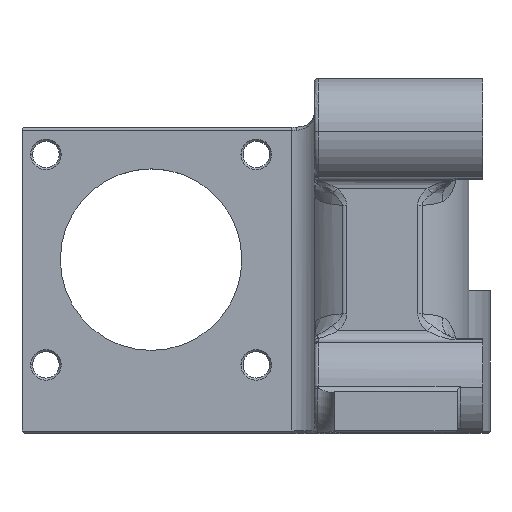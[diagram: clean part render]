
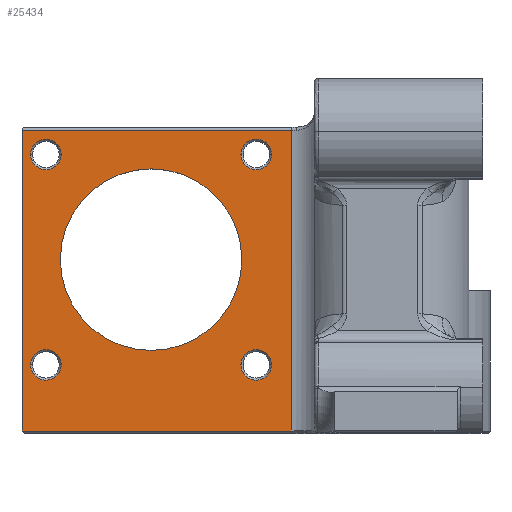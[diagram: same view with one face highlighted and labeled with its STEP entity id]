
A CAD part, top view. The second image highlights one B-rep face of the part: STEP entity #25434.
In plain terms, the highlighted planar face has unit normal (0, 0, 1).
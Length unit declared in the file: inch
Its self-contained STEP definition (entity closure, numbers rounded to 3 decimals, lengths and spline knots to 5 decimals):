
#80 = CIRCLE ( 'NONE', #20655, 0.075 ) ;
#452 = CIRCLE ( 'NONE', #15065, 0.075 ) ;
#494 = VERTEX_POINT ( 'NONE', #2453 ) ;
#1251 = DIRECTION ( 'NONE',  ( -1., 0., 0. ) ) ;
#1316 = EDGE_CURVE ( 'NONE', #5450, #10834, #6210, .T. ) ;
#1564 = ORIENTED_EDGE ( 'NONE', *, *, #17903, .T. ) ;
#1577 = AXIS2_PLACEMENT_3D ( 'NONE', #6239, #1922, #10808 ) ;
#1878 = LINE ( 'NONE', #25919, #14838 ) ;
#1922 = DIRECTION ( 'NONE',  ( 0., 0., -1. ) ) ;
#2194 = EDGE_CURVE ( 'NONE', #20820, #21322, #452, .T. ) ;
#2453 = CARTESIAN_POINT ( 'NONE',  ( -3.82695, 3.535, -1.26263 ) ) ;
#2883 = DIRECTION ( 'NONE',  ( 0., 0., -1. ) ) ;
#2901 = CARTESIAN_POINT ( 'NONE',  ( -5.0082, 3.535, -1.26263 ) ) ;
#3177 = ORIENTED_EDGE ( 'NONE', *, *, #9904, .T. ) ;
#3431 = AXIS2_PLACEMENT_3D ( 'NONE', #12559, #10130, #1251 ) ;
#3555 = ORIENTED_EDGE ( 'NONE', *, *, #2194, .T. ) ;
#4280 = AXIS2_PLACEMENT_3D ( 'NONE', #22488, #2883, #26353 ) ;
#4678 = DIRECTION ( 'NONE',  ( -1., 0., 0. ) ) ;
#4724 = CIRCLE ( 'NONE', #5176, 0.075 ) ;
#4844 = VERTEX_POINT ( 'NONE', #11351 ) ;
#5176 = AXIS2_PLACEMENT_3D ( 'NONE', #18615, #5331, #12327 ) ;
#5228 = CIRCLE ( 'NONE', #3431, 0.075 ) ;
#5306 = EDGE_CURVE ( 'NONE', #9165, #7366, #6872, .T. ) ;
#5331 = DIRECTION ( 'NONE',  ( 0., 0., -1. ) ) ;
#5450 = VERTEX_POINT ( 'NONE', #12439 ) ;
#5765 = VERTEX_POINT ( 'NONE', #13083 ) ;
#5802 = EDGE_CURVE ( 'NONE', #21322, #20820, #10087, .T. ) ;
#6210 = LINE ( 'NONE', #23095, #8217 ) ;
#6239 = CARTESIAN_POINT ( 'NONE',  ( -3.90195, 2.50375, -1.26263 ) ) ;
#6507 = VECTOR ( 'NONE', #10240, 39.37008 ) ;
#6697 = DIRECTION ( 'NONE',  ( 0., 0., -1. ) ) ;
#6750 = VERTEX_POINT ( 'NONE', #27710 ) ;
#6872 = CIRCLE ( 'NONE', #28310, 0.445 ) ;
#6910 = EDGE_CURVE ( 'NONE', #27456, #23747, #24720, .T. ) ;
#7119 = FACE_OUTER_BOUND ( 'NONE', #18483, .T. ) ;
#7366 = VERTEX_POINT ( 'NONE', #26070 ) ;
#7528 = CARTESIAN_POINT ( 'NONE',  ( -3.73088, 2.16937, -1.26263 ) ) ;
#7793 = LINE ( 'NONE', #20943, #16510 ) ;
#7841 = EDGE_CURVE ( 'NONE', #10834, #4844, #7793, .T. ) ;
#7913 = ORIENTED_EDGE ( 'NONE', *, *, #14081, .T. ) ;
#8049 = CARTESIAN_POINT ( 'NONE',  ( -4.8582, 2.50375, -1.26263 ) ) ;
#8050 = DIRECTION ( 'NONE',  ( 0., 0., -1. ) ) ;
#8217 = VECTOR ( 'NONE', #21227, 39.37008 ) ;
#8325 = EDGE_CURVE ( 'NONE', #494, #8577, #80, .T. ) ;
#8577 = VERTEX_POINT ( 'NONE', #15733 ) ;
#9073 = CARTESIAN_POINT ( 'NONE',  ( -4.9332, 2.50375, -1.26263 ) ) ;
#9165 = VERTEX_POINT ( 'NONE', #27448 ) ;
#9211 = DIRECTION ( 'NONE',  ( -1., 0., 0. ) ) ;
#9842 = EDGE_CURVE ( 'NONE', #7366, #9165, #17458, .T. ) ;
#9904 = EDGE_CURVE ( 'NONE', #4844, #18756, #25406, .T. ) ;
#10087 = CIRCLE ( 'NONE', #21045, 0.075 ) ;
#10130 = DIRECTION ( 'NONE',  ( 0., 0., -1. ) ) ;
#10240 = DIRECTION ( 'NONE',  ( 0., 1., 0. ) ) ;
#10554 = ORIENTED_EDGE ( 'NONE', *, *, #7841, .T. ) ;
#10577 = AXIS2_PLACEMENT_3D ( 'NONE', #15403, #21844, #4678 ) ;
#10808 = DIRECTION ( 'NONE',  ( -1., 0., 0. ) ) ;
#10834 = VERTEX_POINT ( 'NONE', #27771 ) ;
#11143 = ORIENTED_EDGE ( 'NONE', *, *, #6910, .T. ) ;
#11351 = CARTESIAN_POINT ( 'NONE',  ( -3.73088, 2.17937, -1.26263 ) ) ;
#11629 = EDGE_LOOP ( 'NONE', ( #3555, #19633 ) ) ;
#12327 = DIRECTION ( 'NONE',  ( -1., 0., 0. ) ) ;
#12439 = CARTESIAN_POINT ( 'NONE',  ( -5.0504, 3.65437, -1.26263 ) ) ;
#12559 = CARTESIAN_POINT ( 'NONE',  ( -4.9332, 3.535, -1.26263 ) ) ;
#13083 = CARTESIAN_POINT ( 'NONE',  ( -3.97695, 2.50375, -1.26263 ) ) ;
#13266 = DIRECTION ( 'NONE',  ( -1., 0., 0. ) ) ;
#13655 = DIRECTION ( 'NONE',  ( 0., 0., 1. ) ) ;
#13670 = FACE_BOUND ( 'NONE', #11629, .T. ) ;
#13815 = DIRECTION ( 'NONE',  ( 0., 0., -1. ) ) ;
#14081 = EDGE_CURVE ( 'NONE', #23747, #27456, #5228, .T. ) ;
#14492 = EDGE_LOOP ( 'NONE', ( #19087, #21552 ) ) ;
#14810 = EDGE_CURVE ( 'NONE', #6750, #5765, #18945, .T. ) ;
#14838 = VECTOR ( 'NONE', #24444, 39.37008 ) ;
#14937 = ORIENTED_EDGE ( 'NONE', *, *, #20860, .T. ) ;
#15034 = CARTESIAN_POINT ( 'NONE',  ( -3.90195, 3.535, -1.26263 ) ) ;
#15065 = AXIS2_PLACEMENT_3D ( 'NONE', #19560, #6697, #13266 ) ;
#15403 = CARTESIAN_POINT ( 'NONE',  ( -4.9332, 3.535, -1.26263 ) ) ;
#15689 = CARTESIAN_POINT ( 'NONE',  ( -0.08899, 2.16937, -1.26263 ) ) ;
#15733 = CARTESIAN_POINT ( 'NONE',  ( -3.97695, 3.535, -1.26263 ) ) ;
#15832 = EDGE_CURVE ( 'NONE', #8577, #494, #23032, .T. ) ;
#15889 = ORIENTED_EDGE ( 'NONE', *, *, #14810, .T. ) ;
#15963 = DIRECTION ( 'NONE',  ( 0., -1., 0. ) ) ;
#15984 = EDGE_LOOP ( 'NONE', ( #15889, #14937 ) ) ;
#16116 = FACE_BOUND ( 'NONE', #22331, .T. ) ;
#16262 = PLANE ( 'NONE',  #19386 ) ;
#16505 = DIRECTION ( 'NONE',  ( 1., 0., 0. ) ) ;
#16510 = VECTOR ( 'NONE', #16505, 39.37008 ) ;
#17458 = CIRCLE ( 'NONE', #25708, 0.445 ) ;
#17777 = DIRECTION ( 'NONE',  ( 0., 0., -1. ) ) ;
#17820 = FACE_BOUND ( 'NONE', #14492, .T. ) ;
#17903 = EDGE_CURVE ( 'NONE', #18756, #5450, #1878, .T. ) ;
#18483 = EDGE_LOOP ( 'NONE', ( #3177, #1564, #23784, #10554 ) ) ;
#18615 = CARTESIAN_POINT ( 'NONE',  ( -3.90195, 2.50375, -1.26263 ) ) ;
#18756 = VERTEX_POINT ( 'NONE', #19034 ) ;
#18945 = CIRCLE ( 'NONE', #1577, 0.075 ) ;
#19034 = CARTESIAN_POINT ( 'NONE',  ( -3.73088, 3.65437, -1.26263 ) ) ;
#19087 = ORIENTED_EDGE ( 'NONE', *, *, #8325, .T. ) ;
#19386 = AXIS2_PLACEMENT_3D ( 'NONE', #15689, #13815, #15963 ) ;
#19560 = CARTESIAN_POINT ( 'NONE',  ( -4.9332, 2.50375, -1.26263 ) ) ;
#19633 = ORIENTED_EDGE ( 'NONE', *, *, #5802, .T. ) ;
#19713 = ORIENTED_EDGE ( 'NONE', *, *, #9842, .F. ) ;
#20655 = AXIS2_PLACEMENT_3D ( 'NONE', #15034, #8050, #21475 ) ;
#20820 = VERTEX_POINT ( 'NONE', #8049 ) ;
#20860 = EDGE_CURVE ( 'NONE', #5765, #6750, #4724, .T. ) ;
#20943 = CARTESIAN_POINT ( 'NONE',  ( -0.08899, 2.17937, -1.26263 ) ) ;
#21045 = AXIS2_PLACEMENT_3D ( 'NONE', #9073, #17777, #9211 ) ;
#21227 = DIRECTION ( 'NONE',  ( 0., -1., 0. ) ) ;
#21322 = VERTEX_POINT ( 'NONE', #26295 ) ;
#21475 = DIRECTION ( 'NONE',  ( -1., 0., 0. ) ) ;
#21552 = ORIENTED_EDGE ( 'NONE', *, *, #15832, .T. ) ;
#21844 = DIRECTION ( 'NONE',  ( 0., 0., -1. ) ) ;
#22331 = EDGE_LOOP ( 'NONE', ( #25445, #19713 ) ) ;
#22394 = DIRECTION ( 'NONE',  ( 1., 0., 0. ) ) ;
#22471 = DIRECTION ( 'NONE',  ( 0., 0., 1. ) ) ;
#22488 = CARTESIAN_POINT ( 'NONE',  ( -3.90195, 3.535, -1.26263 ) ) ;
#23032 = CIRCLE ( 'NONE', #4280, 0.075 ) ;
#23095 = CARTESIAN_POINT ( 'NONE',  ( -5.0504, 2.16937, -1.26263 ) ) ;
#23747 = VERTEX_POINT ( 'NONE', #2901 ) ;
#23784 = ORIENTED_EDGE ( 'NONE', *, *, #1316, .T. ) ;
#24444 = DIRECTION ( 'NONE',  ( -1., 0., 0. ) ) ;
#24544 = CARTESIAN_POINT ( 'NONE',  ( -4.41757, 3.01937, -1.26263 ) ) ;
#24702 = FACE_BOUND ( 'NONE', #27660, .T. ) ;
#24720 = CIRCLE ( 'NONE', #10577, 0.075 ) ;
#24758 = CARTESIAN_POINT ( 'NONE',  ( -4.41757, 3.01937, -1.26263 ) ) ;
#24853 = FACE_BOUND ( 'NONE', #15984, .T. ) ;
#25406 = LINE ( 'NONE', #7528, #6507 ) ;
#25434 = ADVANCED_FACE ( 'NONE', ( #16116, #13670, #24853, #17820, #24702, #7119 ), #16262, .F. ) ;
#25445 = ORIENTED_EDGE ( 'NONE', *, *, #5306, .F. ) ;
#25708 = AXIS2_PLACEMENT_3D ( 'NONE', #24544, #13655, #22394 ) ;
#25919 = CARTESIAN_POINT ( 'NONE',  ( -5.0504, 3.65437, -1.26263 ) ) ;
#26070 = CARTESIAN_POINT ( 'NONE',  ( -4.86257, 3.01937, -1.26263 ) ) ;
#26295 = CARTESIAN_POINT ( 'NONE',  ( -5.0082, 2.50375, -1.26263 ) ) ;
#26353 = DIRECTION ( 'NONE',  ( -1., 0., 0. ) ) ;
#27181 = DIRECTION ( 'NONE',  ( 1., 0., 0. ) ) ;
#27448 = CARTESIAN_POINT ( 'NONE',  ( -3.97257, 3.01937, -1.26263 ) ) ;
#27456 = VERTEX_POINT ( 'NONE', #27502 ) ;
#27502 = CARTESIAN_POINT ( 'NONE',  ( -4.8582, 3.535, -1.26263 ) ) ;
#27660 = EDGE_LOOP ( 'NONE', ( #11143, #7913 ) ) ;
#27710 = CARTESIAN_POINT ( 'NONE',  ( -3.82695, 2.50375, -1.26263 ) ) ;
#27771 = CARTESIAN_POINT ( 'NONE',  ( -5.0504, 2.17937, -1.26263 ) ) ;
#28310 = AXIS2_PLACEMENT_3D ( 'NONE', #24758, #22471, #27181 ) ;
